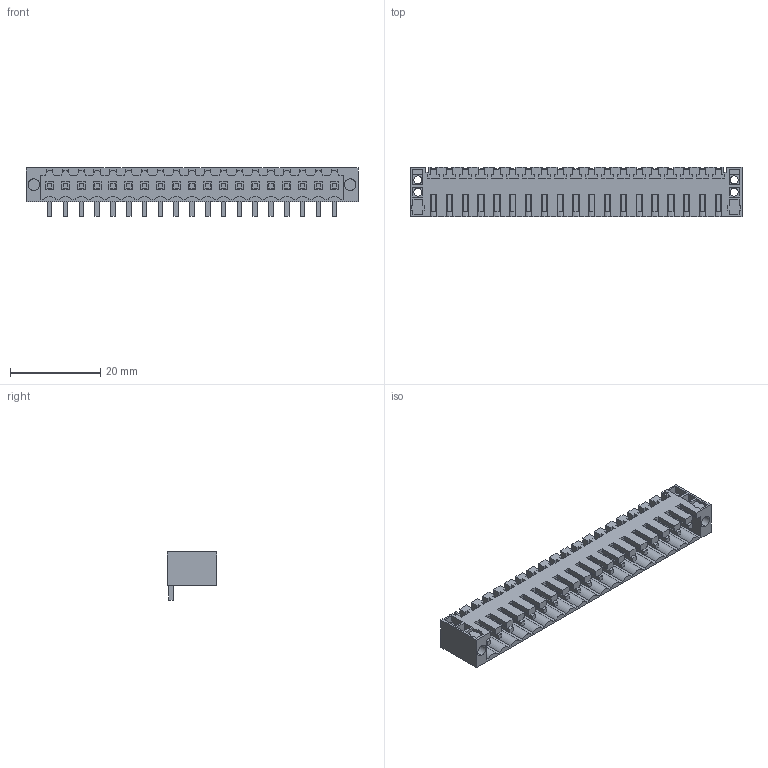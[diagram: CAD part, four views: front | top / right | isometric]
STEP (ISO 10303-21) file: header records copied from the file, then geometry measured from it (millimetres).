
FILE_DESCRIPTION(('CATIA V5 STEP Exchange','CAx-IF Rec.Pracs.--- Model Styling and Organization---1.4--- 2014-01-23'),'2;1');
FILE_NAME ('D1457241_1_1842250000_1842250000.stp','2021-08-12T06:46:17+00:00',('none'),('Weidmueller'),'CATIA Version 5-6 Release 2016 SP3 HF44','CATIA V5 STEP AP214','none');
FILE_SCHEMA(('AUTOMOTIVE_DESIGN { 1 0 10303 214 1 1 1 1 }'));
Length unit declared in the file: millimetre
Products named in the file (1): 1842250000
Bounding box: 73.5 x 11.05 x 10.65 mm (x, y, z)
Volume: 2557.1 mm3; surface area: 6816.6 mm2
Topology: 20 solids, 20 shells, 1012 faces, 3056 edges, 2090 vertices
Faces by surface type: plane 977, cylinder 35
Entity records: 32017 total; most frequent: ORIENTED_EDGE 6112, CARTESIAN_POINT 5668, DIRECTION 3962, EDGE_CURVE 3056, VECTOR 2986, LINE 2986, VERTEX_POINT 2090, EDGE_LOOP 1070
